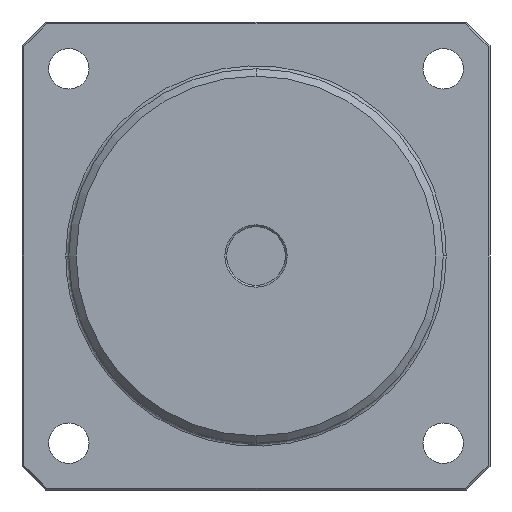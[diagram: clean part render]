
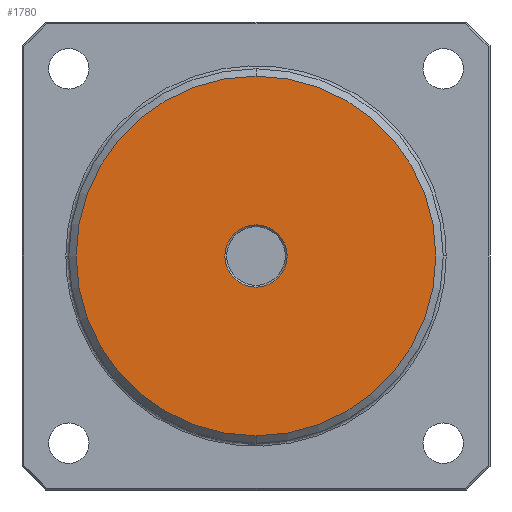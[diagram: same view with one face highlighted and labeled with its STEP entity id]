
A CAD part, front view. The second image highlights one B-rep face of the part: STEP entity #1780.
In plain terms, the highlighted planar face has unit normal (0, -1, 0).
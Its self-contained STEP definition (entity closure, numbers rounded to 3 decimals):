
#2 = CARTESIAN_POINT ( 'NONE',  ( 0., -72.9, -48.8 ) ) ;
#16 = CARTESIAN_POINT ( 'NONE',  ( 0., -72.9, 0. ) ) ;
#40 = AXIS2_PLACEMENT_3D ( 'NONE', #340, #2025, #369 ) ;
#54 = CARTESIAN_POINT ( 'NONE',  ( 0., -72.9, 48.8 ) ) ;
#56 = DIRECTION ( 'NONE',  ( 0., 0., -1. ) ) ;
#73 = CARTESIAN_POINT ( 'NONE',  ( 0., -72.9, 0. ) ) ;
#101 = AXIS2_PLACEMENT_3D ( 'NONE', #16, #354, #1011 ) ;
#115 = EDGE_CURVE ( 'NONE', #587, #829, #1347, .T. ) ;
#220 = CARTESIAN_POINT ( 'NONE',  ( 0., -72.9, 0. ) ) ;
#221 = CIRCLE ( 'NONE', #467, 8.45 ) ;
#340 = CARTESIAN_POINT ( 'NONE',  ( -28.375, -72.9, 0. ) ) ;
#351 = CARTESIAN_POINT ( 'NONE',  ( 0., -72.9, 8.45 ) ) ;
#354 = DIRECTION ( 'NONE',  ( 0., 1., 0. ) ) ;
#369 = DIRECTION ( 'NONE',  ( 0., 0., -1. ) ) ;
#395 = AXIS2_PLACEMENT_3D ( 'NONE', #73, #1572, #1559 ) ;
#405 = ORIENTED_EDGE ( 'NONE', *, *, #640, .F. ) ;
#467 = AXIS2_PLACEMENT_3D ( 'NONE', #1834, #2020, #56 ) ;
#537 = FACE_OUTER_BOUND ( 'NONE', #1158, .T. ) ;
#540 = VERTEX_POINT ( 'NONE', #351 ) ;
#587 = VERTEX_POINT ( 'NONE', #2 ) ;
#611 = ORIENTED_EDGE ( 'NONE', *, *, #115, .F. ) ;
#640 = EDGE_CURVE ( 'NONE', #829, #587, #1531, .T. ) ;
#829 = VERTEX_POINT ( 'NONE', #54 ) ;
#884 = FACE_BOUND ( 'NONE', #1912, .T. ) ;
#935 = ORIENTED_EDGE ( 'NONE', *, *, #968, .T. ) ;
#966 = CARTESIAN_POINT ( 'NONE',  ( 0., -72.9, -8.45 ) ) ;
#968 = EDGE_CURVE ( 'NONE', #1372, #540, #221, .T. ) ;
#1011 = DIRECTION ( 'NONE',  ( 0., 0., 1. ) ) ;
#1032 = EDGE_CURVE ( 'NONE', #540, #1372, #1289, .T. ) ;
#1158 = EDGE_LOOP ( 'NONE', ( #405, #611 ) ) ;
#1195 = PLANE ( 'NONE',  #40 ) ;
#1209 = DIRECTION ( 'NONE',  ( 0., 0., 1. ) ) ;
#1289 = CIRCLE ( 'NONE', #395, 8.45 ) ;
#1347 = CIRCLE ( 'NONE', #101, 48.8 ) ;
#1372 = VERTEX_POINT ( 'NONE', #966 ) ;
#1531 = CIRCLE ( 'NONE', #1990, 48.8 ) ;
#1559 = DIRECTION ( 'NONE',  ( 0., 0., -1. ) ) ;
#1565 = DIRECTION ( 'NONE',  ( 0., 1., 0. ) ) ;
#1572 = DIRECTION ( 'NONE',  ( 0., 1., 0. ) ) ;
#1780 = ADVANCED_FACE ( 'NONE', ( #884, #537 ), #1195, .T. ) ;
#1834 = CARTESIAN_POINT ( 'NONE',  ( 0., -72.9, 0. ) ) ;
#1912 = EDGE_LOOP ( 'NONE', ( #935, #1947 ) ) ;
#1947 = ORIENTED_EDGE ( 'NONE', *, *, #1032, .T. ) ;
#1990 = AXIS2_PLACEMENT_3D ( 'NONE', #220, #1565, #1209 ) ;
#2020 = DIRECTION ( 'NONE',  ( 0., 1., 0. ) ) ;
#2025 = DIRECTION ( 'NONE',  ( 0., -1., 0. ) ) ;
